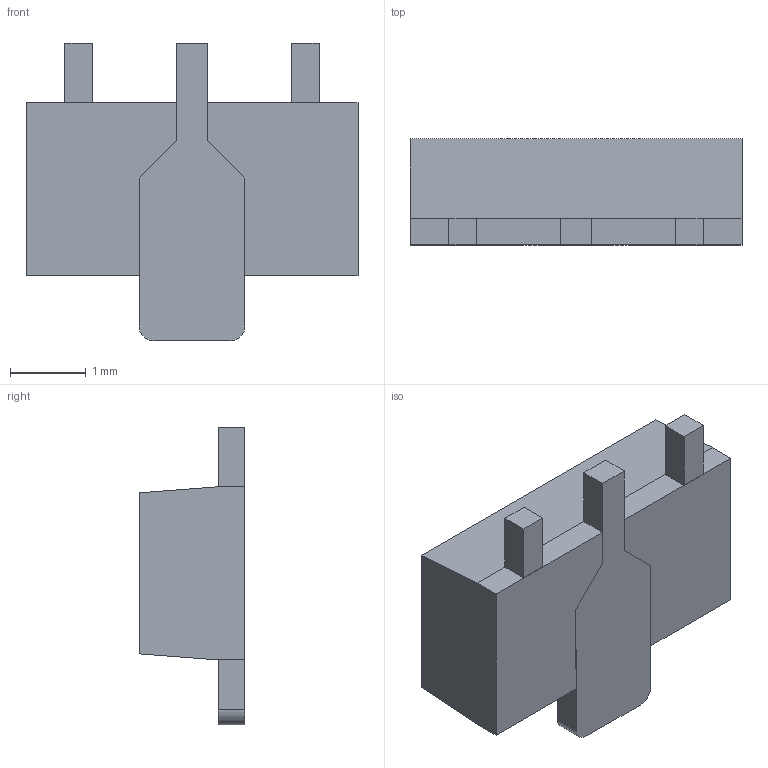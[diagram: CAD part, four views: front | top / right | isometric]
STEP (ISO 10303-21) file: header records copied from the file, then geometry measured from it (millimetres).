
FILE_DESCRIPTION (( 'STEP AP214' ), '1' );
FILE_NAME ('MCP1702T-5002E_MB.STEP', '2021-06-16T07:52:27', ( '' ), ( '' ), 'SwSTEP 2.0', 'SolidWorks 2018', '' );
FILE_SCHEMA (( 'AUTOMOTIVE_DESIGN' ));
Length unit declared in the file: millimetre
Products named in the file (2): MCP1702T-5002E_MB
Bounding box: 4.39 x 1.4 x 3.94 mm (x, y, z)
Volume: 14.4 mm3; surface area: 53.3 mm2
Topology: 4 solids, 4 shells, 42 faces, 98 edges, 64 vertices
Faces by surface type: plane 40, cylinder 2
Entity records: 1712 total; most frequent: CARTESIAN_POINT 206, ORIENTED_EDGE 196, DIRECTION 190, EDGE_CURVE 98, VECTOR 94, LINE 94, VERTEX_POINT 64, AXIS2_PLACEMENT_3D 48
